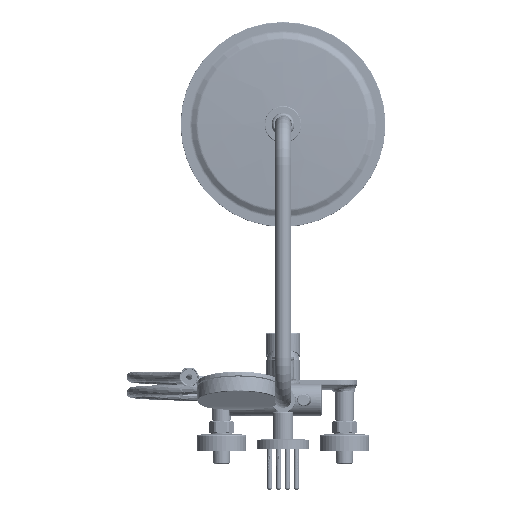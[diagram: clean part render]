
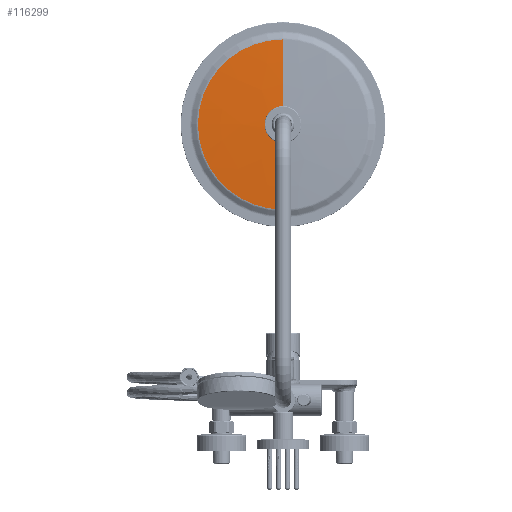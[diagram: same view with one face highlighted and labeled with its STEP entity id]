
A CAD part, top view. The second image highlights one B-rep face of the part: STEP entity #116299.
In plain terms, the highlighted free-form (B-spline) face has degree [3, 3] with [7, 4] control points.
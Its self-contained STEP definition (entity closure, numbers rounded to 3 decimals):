
#104631=CARTESIAN_POINT('',(0.,6.563,0.));
#104632=DIRECTION('',(0.,1.,0.));
#104633=DIRECTION('',(0.,0.,1.));
#104634=AXIS2_PLACEMENT_3D('',#104631,#104632,#104633);
#104636=CARTESIAN_POINT('',(0.,9.56,0.));
#104637=DIRECTION('',(0.,1.,0.));
#104638=DIRECTION('',(0.,0.,1.));
#104639=AXIS2_PLACEMENT_3D('',#104636,#104637,#104638);
#104717=CARTESIAN_POINT('',(0.,-2989.625,47.429));
#104718=DIRECTION('',(1.,0.,0.));
#104719=DIRECTION('',(0.,0.999,-0.05));
#104720=AXIS2_PLACEMENT_3D('',#104717,#104718,#104719);
#104727=CARTESIAN_POINT('',(0.,-2989.625,
-47.429));
#104728=DIRECTION('',(-1.,0.,0.));
#104729=DIRECTION('',(0.,0.999,0.05));
#104730=AXIS2_PLACEMENT_3D('',#104727,#104728,#104729);
#104807=CARTESIAN_POINT('',(0.,9.56,22.5));
#104808=VERTEX_POINT('',#104807);
#104809=CARTESIAN_POINT('',(0.,9.56,-22.5));
#104810=VERTEX_POINT('',#104809);
#106557=CARTESIAN_POINT('',(0.,6.563,
-103.751));
#106558=CARTESIAN_POINT('',(0.,6.563,
103.751));
#106559=VERTEX_POINT('',#106557);
#106560=VERTEX_POINT('',#106558);
#116261=CARTESIAN_POINT('',(0.,10.,0.));
#116262=CARTESIAN_POINT('',(-2.216,9.442,
-35.224));
#116263=CARTESIAN_POINT('',(-4.431,8.261,
-70.433));
#116264=CARTESIAN_POINT('',(-6.645,6.458,
-105.616));
#116265=CARTESIAN_POINT('',(0.,10.,0.));
#116266=CARTESIAN_POINT('',(19.461,9.442,
-36.588));
#116267=CARTESIAN_POINT('',(38.913,8.261,
-73.16));
#116268=CARTESIAN_POINT('',(58.351,6.458,
-109.705));
#116269=CARTESIAN_POINT('',(0.,10.,0.));
#116270=CARTESIAN_POINT('',(35.294,9.442,
-21.72));
#116271=CARTESIAN_POINT('',(70.572,8.261,
-43.43));
#116272=CARTESIAN_POINT('',(105.825,6.458,
-65.124));
#116273=CARTESIAN_POINT('',(0.,10.,0.));
#116274=CARTESIAN_POINT('',(35.294,9.442,0.));
#116275=CARTESIAN_POINT('',(70.572,8.261,0.));
#116276=CARTESIAN_POINT('',(105.825,6.458,0.));
#116277=CARTESIAN_POINT('',(0.,10.,0.));
#116278=CARTESIAN_POINT('',(35.294,9.442,
21.72));
#116279=CARTESIAN_POINT('',(70.572,8.261,
43.43));
#116280=CARTESIAN_POINT('',(105.825,6.458,
65.124));
#116281=CARTESIAN_POINT('',(0.,10.,0.));
#116282=CARTESIAN_POINT('',(19.461,9.442,
36.588));
#116283=CARTESIAN_POINT('',(38.913,8.261,
73.16));
#116284=CARTESIAN_POINT('',(58.351,6.458,
109.705));
#116285=CARTESIAN_POINT('',(0.,10.,0.));
#116286=CARTESIAN_POINT('',(-2.216,9.442,
35.224));
#116287=CARTESIAN_POINT('',(-4.431,8.261,
70.433));
#116288=CARTESIAN_POINT('',(-6.645,6.458,
105.616));
#116289=(BOUNDED_SURFACE()B_SPLINE_SURFACE(3,3,((#116261,#116262,#116263,
#116264),(#116265,#116266,#116267,#116268),(#116269,#116270,#116271,#116272),(
#116273,#116274,#116275,#116276),(#116277,#116278,#116279,#116280),(#116281,
#116282,#116283,#116284),(#116285,#116286,#116287,#116288)),.UNSPECIFIED.,.F.,
.F.,.F.)B_SPLINE_SURFACE_WITH_KNOTS((4,3,4),(4,4),(0.,1.,2.),(0.,1.),
.UNSPECIFIED.)GEOMETRIC_REPRESENTATION_ITEM()RATIONAL_B_SPLINE_SURFACE(((
1.187,1.187,1.187,1.187),(
0.938,0.938,0.938,0.938),(
0.938,0.938,0.938,0.938),(
1.187,1.187,1.187,1.187),(
0.938,0.938,0.938,0.938),(
0.938,0.938,0.938,0.938),(
1.187,1.187,1.187,1.187)))REPRESENTATION_ITEM('')SURFACE());
#116290=ORIENTED_EDGE('',*,*,#116213,.F.);
#116292=ORIENTED_EDGE('',*,*,#116291,.T.);
#116294=ORIENTED_EDGE('',*,*,#116293,.T.);
#116296=ORIENTED_EDGE('',*,*,#116295,.F.);
#116297=EDGE_LOOP('',(#116290,#116292,#116294,#116296));
#116298=FACE_OUTER_BOUND('',#116297,.F.);
#116299=ADVANCED_FACE('',(#116298),#116289,.T.);
#104635=CIRCLE('',#104634,103.751);
#104640=CIRCLE('',#104639,22.5);
#104721=CIRCLE('',#104720,3000.);
#104731=CIRCLE('',#104730,3000.);
#116213=EDGE_CURVE('',#106560,#106559,#104635,.T.);
#116291=EDGE_CURVE('',#106560,#104808,#104731,.T.);
#116293=EDGE_CURVE('',#104808,#104810,#104640,.T.);
#116295=EDGE_CURVE('',#106559,#104810,#104721,.T.);
